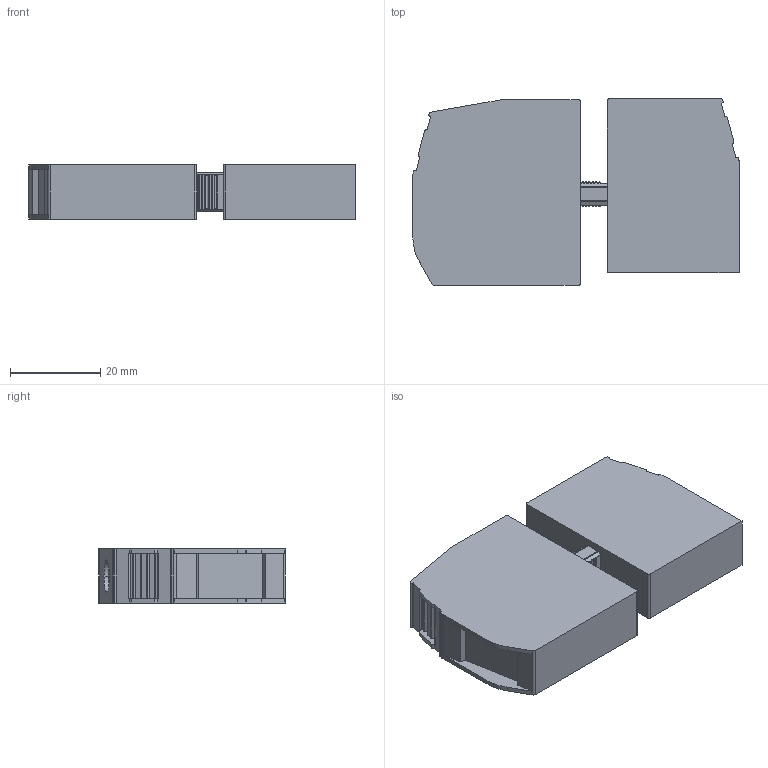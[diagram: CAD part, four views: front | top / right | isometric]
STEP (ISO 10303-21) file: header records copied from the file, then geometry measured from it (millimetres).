
FILE_DESCRIPTION((''),'2;1');
FILE_NAME('SDK16_2A_3D_STEP','2016-06-29T',('Frank Ludolph'),(''),'CREO PARAMETRIC BY PTC INC, 2015290','CREO PARAMETRIC BY PTC INC, 2015290','');
FILE_SCHEMA(('CONFIG_CONTROL_DESIGN'));
Length unit declared in the file: millimetre
Products named in the file (1): SDK16_2A_3D_STEP
Bounding box: 72.43 x 41.45 x 12 mm (x, y, z)
Volume: 29864 mm3; surface area: 9032.7 mm2
Topology: 1 solids, 2 shells, 346 faces, 914 edges, 576 vertices
Faces by surface type: cylinder 155, plane 115, bspline 76
Entity records: 14544 total; most frequent: CARTESIAN_POINT 6736, ORIENTED_EDGE 1828, DIRECTION 1318, EDGE_CURVE 914, VERTEX_POINT 576, VECTOR 470, LINE 470, AXIS2_PLACEMENT_3D 424
